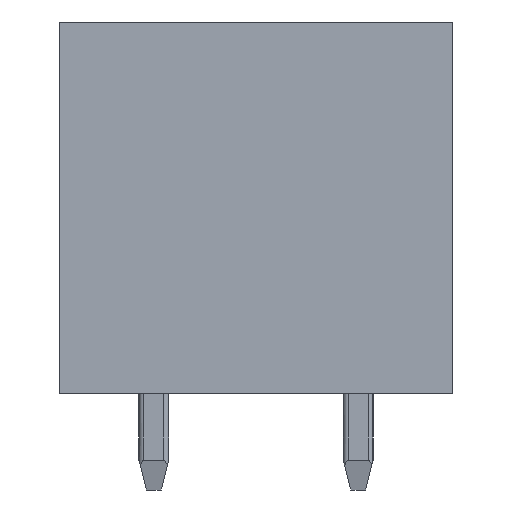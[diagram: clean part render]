
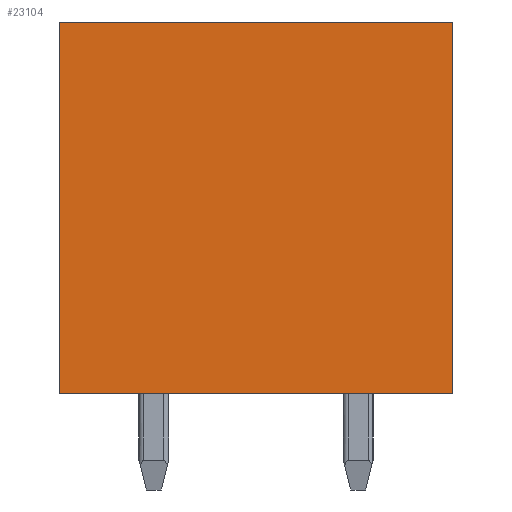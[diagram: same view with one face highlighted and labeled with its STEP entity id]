
A CAD part, left-side view. The second image highlights one B-rep face of the part: STEP entity #23104.
In plain terms, the highlighted planar face has unit normal (-1, 0, 0).
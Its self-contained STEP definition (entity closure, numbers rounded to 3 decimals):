
#1801=DIRECTION('',(0.,0.,-1.));
#1802=VECTOR('',#1801,10.);
#1803=CARTESIAN_POINT('',(-53.3,-5.3,3.7));
#1804=LINE('',#1803,#1802);
#1805=DIRECTION('',(0.,1.,0.));
#1806=VECTOR('',#1805,10.6);
#1807=CARTESIAN_POINT('',(-53.3,-5.3,-6.3));
#1808=LINE('',#1807,#1806);
#1809=DIRECTION('',(0.,0.,1.));
#1810=VECTOR('',#1809,10.);
#1811=CARTESIAN_POINT('',(-53.3,5.3,-6.3));
#1812=LINE('',#1811,#1810);
#1813=DIRECTION('',(0.,-1.,0.));
#1814=VECTOR('',#1813,10.6);
#1815=CARTESIAN_POINT('',(-53.3,5.3,3.7));
#1816=LINE('',#1815,#1814);
#17129=CARTESIAN_POINT('',(-53.3,-5.3,3.7));
#17130=CARTESIAN_POINT('',(-53.3,-5.3,-6.3));
#17131=VERTEX_POINT('',#17129);
#17132=VERTEX_POINT('',#17130);
#17133=CARTESIAN_POINT('',(-53.3,5.3,-6.3));
#17134=VERTEX_POINT('',#17133);
#17135=CARTESIAN_POINT('',(-53.3,5.3,3.7));
#17136=VERTEX_POINT('',#17135);
#23093=CARTESIAN_POINT('',(-53.3,0.,0.));
#23094=DIRECTION('',(1.,0.,0.));
#23095=DIRECTION('',(0.,-1.,0.));
#23096=AXIS2_PLACEMENT_3D('',#23093,#23094,#23095);
#23097=PLANE('',#23096);
#23098=ORIENTED_EDGE('',*,*,#21567,.T.);
#23099=ORIENTED_EDGE('',*,*,#21582,.T.);
#23100=ORIENTED_EDGE('',*,*,#22136,.T.);
#23101=ORIENTED_EDGE('',*,*,#22149,.T.);
#23102=EDGE_LOOP('',(#23098,#23099,#23100,#23101));
#23103=FACE_OUTER_BOUND('',#23102,.F.);
#23104=ADVANCED_FACE('',(#23103),#23097,.F.);
#21567=EDGE_CURVE('',#17131,#17132,#1804,.T.);
#21582=EDGE_CURVE('',#17132,#17134,#1808,.T.);
#22136=EDGE_CURVE('',#17134,#17136,#1812,.T.);
#22149=EDGE_CURVE('',#17136,#17131,#1816,.T.);
